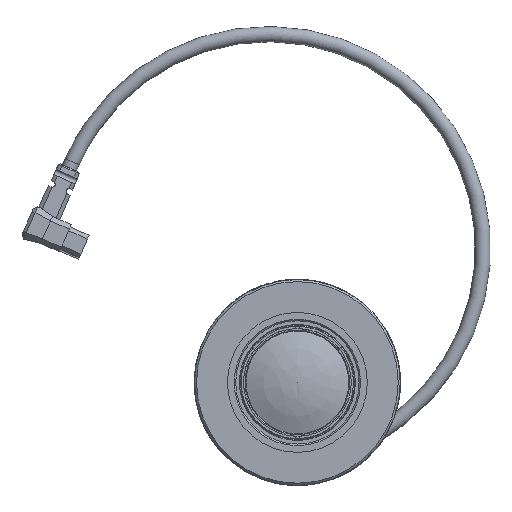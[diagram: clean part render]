
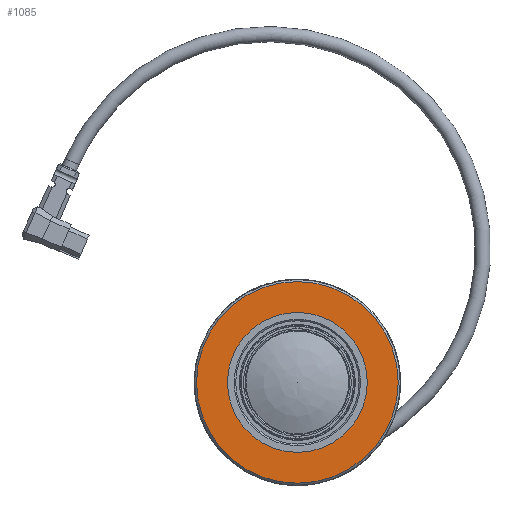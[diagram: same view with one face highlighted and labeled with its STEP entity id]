
A CAD part, left-side view. The second image highlights one B-rep face of the part: STEP entity #1085.
In plain terms, the highlighted planar face has unit normal (-1, 0, 0).
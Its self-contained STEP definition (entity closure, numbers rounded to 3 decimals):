
#271=PLANE('',#11436);
#1085=ADVANCED_FACE('BCT_REF_132402',(#3336,#3337),#271,.F.);
#2944=CIRCLE('',#11431,24.5);
#2945=CIRCLE('',#11433,15.7);
#3336=FACE_BOUND('',#3969,.T.);
#3337=FACE_BOUND('',#3970,.T.);
#3969=EDGE_LOOP('',(#6238));
#3970=EDGE_LOOP('',(#6239));
#6238=ORIENTED_EDGE('',*,*,#9753,.F.);
#6239=ORIENTED_EDGE('',*,*,#9752,.T.);
#8369=VERTEX_POINT('',#19299);
#8370=VERTEX_POINT('',#19302);
#9752=EDGE_CURVE('',#8369,#8369,#2944,.T.);
#9753=EDGE_CURVE('BCT_REF_125861',#8370,#8370,#2945,.T.);
#11431=AXIS2_PLACEMENT_3D('',#19298,#12823,#12824);
#11433=AXIS2_PLACEMENT_3D('',#19301,#12827,#12828);
#11436=AXIS2_PLACEMENT_3D('',#19306,#12833,#12834);
#12823=DIRECTION('',(-1.,0.,0.));
#12824=DIRECTION('',(0.,-0.866,0.5));
#12827=DIRECTION('',(-1.,0.,0.));
#12828=DIRECTION('',(0.,-0.866,0.5));
#12833=DIRECTION('',(1.,0.,0.));
#12834=DIRECTION('',(0.,0.866,-0.5));
#19298=CARTESIAN_POINT('',(-59.805,0.,0.));
#19299=CARTESIAN_POINT('',(-59.805,-21.218,12.25));
#19301=CARTESIAN_POINT('',(-59.805,0.,0.));
#19302=CARTESIAN_POINT('',(-59.805,-13.597,7.85));
#19306=CARTESIAN_POINT('',(-59.805,12.25,21.218));
